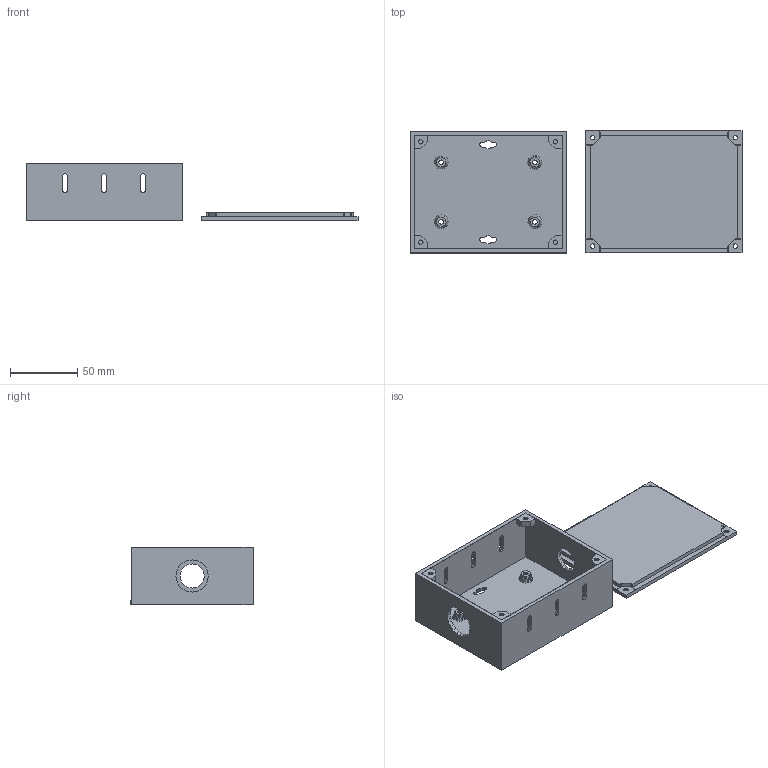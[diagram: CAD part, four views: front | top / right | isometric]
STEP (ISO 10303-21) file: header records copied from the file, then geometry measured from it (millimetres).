
FILE_DESCRIPTION(/* description */ (''),/* implementation_level */ '2;1');
FILE_NAME(/* name */ 'VERSIO~3',/* time_stamp */ '2019-01-30T10:50:25+11:00',/* author */ (''),/* organization */ (''),/* preprocessor_version */ 'ST-DEVELOPER v16.5',/* originating_system */ '',/* authorisation */ '');
FILE_SCHEMA (('AUTOMOTIVE_DESIGN'));
Length unit declared in the file: millimetre
Products named in the file (1): Document
Bounding box: 247.18 x 90.95 x 43 mm (x, y, z)
Surface area: 78835.8 mm2 (no closed solid volume)
Topology: 0 solids, 875 shells, 875 faces, 5080 edges, 5080 vertices
Faces by surface type: plane 875
Entity records: 44456 total; most frequent: CARTESIAN_POINT 16133, ORIENTED_EDGE 5080, EDGE_CURVE 5080, B_SPLINE_CURVE_WITH_KNOTS 5080, VERTEX_POINT 5080, EDGE_LOOP 928, DIRECTION 879, AXIS2_PLACEMENT_3D 877
